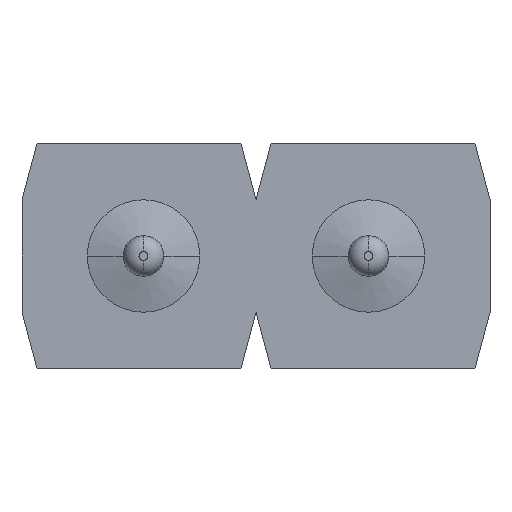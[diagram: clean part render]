
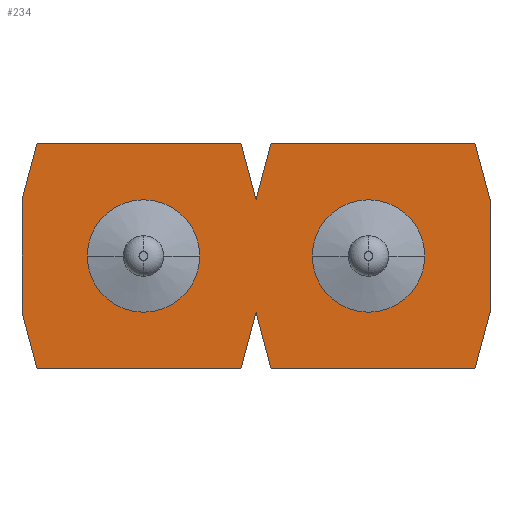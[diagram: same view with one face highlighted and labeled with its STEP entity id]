
A CAD part, front view. The second image highlights one B-rep face of the part: STEP entity #234.
In plain terms, the highlighted planar face has unit normal (0, -1, 0).
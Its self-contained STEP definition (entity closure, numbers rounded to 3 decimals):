
#234=ADVANCED_FACE('',(#474,#475,#476),#477,.F.);
#474=FACE_BOUND('',#709,.T.);
#475=FACE_BOUND('',#710,.T.);
#476=FACE_OUTER_BOUND('',#711,.T.);
#477=PLANE('',#712);
#709=EDGE_LOOP('',(#1303,#1304));
#710=EDGE_LOOP('',(#1305,#1306));
#711=EDGE_LOOP('',(#1307,#1308,#1309,#1310,#1311,#1312,#1313,#1314,#1315,#1316,#1317,#1318,#1319,#1320));
#712=AXIS2_PLACEMENT_3D('',#1321,#1322,#1323);
#1303=ORIENTED_EDGE('',*,*,#1509,.T.);
#1304=ORIENTED_EDGE('',*,*,#1359,.T.);
#1305=ORIENTED_EDGE('',*,*,#1515,.T.);
#1306=ORIENTED_EDGE('',*,*,#1349,.T.);
#1307=ORIENTED_EDGE('',*,*,#1523,.T.);
#1308=ORIENTED_EDGE('',*,*,#1574,.F.);
#1309=ORIENTED_EDGE('',*,*,#1528,.T.);
#1310=ORIENTED_EDGE('',*,*,#1572,.F.);
#1311=ORIENTED_EDGE('',*,*,#1558,.T.);
#1312=ORIENTED_EDGE('',*,*,#1562,.T.);
#1313=ORIENTED_EDGE('',*,*,#1570,.F.);
#1314=ORIENTED_EDGE('',*,*,#1547,.T.);
#1315=ORIENTED_EDGE('',*,*,#1555,.T.);
#1316=ORIENTED_EDGE('',*,*,#1552,.T.);
#1317=ORIENTED_EDGE('',*,*,#1575,.F.);
#1318=ORIENTED_EDGE('',*,*,#1565,.T.);
#1319=ORIENTED_EDGE('',*,*,#1568,.T.);
#1320=ORIENTED_EDGE('',*,*,#1531,.F.);
#1321=CARTESIAN_POINT('',(0.0,0.0,0.0));
#1322=DIRECTION('',(0.0,1.0,0.0));
#1323=DIRECTION('',(0.0,0.0,1.0));
#1349=EDGE_CURVE('',#1589,#1593,#1595,.T.);
#1359=EDGE_CURVE('',#1607,#1611,#1613,.T.);
#1509=EDGE_CURVE('',#1611,#1607,#1827,.T.);
#1515=EDGE_CURVE('',#1593,#1589,#1833,.T.);
#1523=EDGE_CURVE('',#1844,#1842,#1845,.T.);
#1528=EDGE_CURVE('',#1853,#1851,#1854,.T.);
#1531=EDGE_CURVE('',#1844,#1857,#1858,.T.);
#1547=EDGE_CURVE('',#1884,#1885,#1886,.T.);
#1552=EDGE_CURVE('',#1892,#1890,#1893,.T.);
#1555=EDGE_CURVE('',#1885,#1892,#1896,.T.);
#1558=EDGE_CURVE('',#1900,#1898,#1901,.T.);
#1562=EDGE_CURVE('',#1898,#1904,#1906,.T.);
#1565=EDGE_CURVE('',#1910,#1908,#1911,.T.);
#1568=EDGE_CURVE('',#1908,#1857,#1914,.T.);
#1570=EDGE_CURVE('',#1884,#1904,#1916,.T.);
#1572=EDGE_CURVE('',#1900,#1851,#1918,.T.);
#1574=EDGE_CURVE('',#1853,#1842,#1920,.T.);
#1575=EDGE_CURVE('',#1910,#1890,#1921,.T.);
#1589=VERTEX_POINT('',#1937);
#1593=VERTEX_POINT('',#1942);
#1595=CIRCLE('',#1945,0.635);
#1607=VERTEX_POINT('',#1959);
#1611=VERTEX_POINT('',#1964);
#1613=CIRCLE('',#1967,0.635);
#1827=CIRCLE('',#2209,0.635);
#1833=CIRCLE('',#2215,0.635);
#1842=VERTEX_POINT('',#2225);
#1844=VERTEX_POINT('',#2228);
#1845=LINE('',#2229,#2230);
#1851=VERTEX_POINT('',#2238);
#1853=VERTEX_POINT('',#2241);
#1854=LINE('',#2242,#2243);
#1857=VERTEX_POINT('',#2247);
#1858=LINE('',#2248,#2249);
#1884=VERTEX_POINT('',#2288);
#1885=VERTEX_POINT('',#2289);
#1886=LINE('',#2290,#2291);
#1890=VERTEX_POINT('',#2297);
#1892=VERTEX_POINT('',#2300);
#1893=LINE('',#2301,#2302);
#1896=LINE('',#2306,#2307);
#1898=VERTEX_POINT('',#2309);
#1900=VERTEX_POINT('',#2312);
#1901=LINE('',#2313,#2314);
#1904=VERTEX_POINT('',#2318);
#1906=LINE('',#2321,#2322);
#1908=VERTEX_POINT('',#2324);
#1910=VERTEX_POINT('',#2327);
#1911=LINE('',#2328,#2329);
#1914=LINE('',#2333,#2334);
#1916=LINE('',#2336,#2337);
#1918=LINE('',#2339,#2340);
#1920=LINE('',#2342,#2343);
#1921=LINE('',#2344,#2345);
#1937=CARTESIAN_POINT('',(-0.635,0.0,0.));
#1942=CARTESIAN_POINT('',(-1.905,0.0,0.));
#1945=AXIS2_PLACEMENT_3D('',#2361,#2362,#2363);
#1959=CARTESIAN_POINT('',(1.905,0.0,0.));
#1964=CARTESIAN_POINT('',(0.635,0.0,0.));
#1967=AXIS2_PLACEMENT_3D('',#2377,#2378,#2379);
#2209=AXIS2_PLACEMENT_3D('',#2630,#2631,#2632);
#2215=AXIS2_PLACEMENT_3D('',#2639,#2640,#2641);
#2225=CARTESIAN_POINT('',(2.642,0.0,-0.635));
#2228=CARTESIAN_POINT('',(2.471,0.0,-1.27));
#2229=CARTESIAN_POINT('',(2.59,0.0,-0.828));
#2230=VECTOR('',#2650,1.0);
#2238=CARTESIAN_POINT('',(2.471,0.0,1.27));
#2241=CARTESIAN_POINT('',(2.642,0.0,0.635));
#2242=CARTESIAN_POINT('',(2.59,0.0,0.828));
#2243=VECTOR('',#2654,1.0);
#2247=CARTESIAN_POINT('',(0.17,0.0,-1.27));
#2248=CARTESIAN_POINT('',(0.0,0.0,-1.27));
#2249=VECTOR('',#2656,1.0);
#2288=CARTESIAN_POINT('',(-2.471,0.0,1.27));
#2289=CARTESIAN_POINT('',(-2.642,0.0,0.635));
#2290=CARTESIAN_POINT('',(-2.59,0.0,0.828));
#2291=VECTOR('',#2670,1.0);
#2297=CARTESIAN_POINT('',(-2.471,0.0,-1.27));
#2300=CARTESIAN_POINT('',(-2.642,0.0,-0.635));
#2301=CARTESIAN_POINT('',(-2.59,0.0,-0.828));
#2302=VECTOR('',#2674,1.0);
#2306=CARTESIAN_POINT('',(-2.642,0.0,0.0));
#2307=VECTOR('',#2676,1.0);
#2309=CARTESIAN_POINT('',(0.0,0.0,0.635));
#2312=CARTESIAN_POINT('',(0.17,0.0,1.27));
#2313=CARTESIAN_POINT('',(-0.037,0.0,0.498));
#2314=VECTOR('',#2678,1.0);
#2318=CARTESIAN_POINT('',(-0.17,0.0,1.27));
#2321=CARTESIAN_POINT('',(0.037,0.0,0.498));
#2322=VECTOR('',#2681,1.0);
#2324=CARTESIAN_POINT('',(0.,0.0,-0.635));
#2327=CARTESIAN_POINT('',(-0.17,0.0,-1.27));
#2328=CARTESIAN_POINT('',(0.037,0.0,-0.498));
#2329=VECTOR('',#2683,1.0);
#2333=CARTESIAN_POINT('',(-0.037,0.0,-0.498));
#2334=VECTOR('',#2685,1.0);
#2336=CARTESIAN_POINT('',(0.0,0.0,1.27));
#2337=VECTOR('',#2686,1.0);
#2339=CARTESIAN_POINT('',(0.0,0.0,1.27));
#2340=VECTOR('',#2687,1.0);
#2342=CARTESIAN_POINT('',(2.642,0.0,0.0));
#2343=VECTOR('',#2688,1.0);
#2344=CARTESIAN_POINT('',(0.0,0.0,-1.27));
#2345=VECTOR('',#2689,1.0);
#2361=CARTESIAN_POINT('',(-1.27,0.0,0.0));
#2362=DIRECTION('',(-0.0,1.0,0.0));
#2363=DIRECTION('',(1.0,0.0,0.0));
#2377=CARTESIAN_POINT('',(1.27,0.0,0.0));
#2378=DIRECTION('',(-0.0,1.0,0.0));
#2379=DIRECTION('',(1.0,0.0,0.0));
#2630=CARTESIAN_POINT('',(1.27,0.0,0.0));
#2631=DIRECTION('',(-0.0,1.0,0.0));
#2632=DIRECTION('',(1.0,0.0,0.0));
#2639=CARTESIAN_POINT('',(-1.27,0.0,0.0));
#2640=DIRECTION('',(-0.0,1.0,0.0));
#2641=DIRECTION('',(1.0,0.0,0.0));
#2650=DIRECTION('',(0.259,-0.0,0.966));
#2654=DIRECTION('',(-0.259,0.0,0.966));
#2656=DIRECTION('',(-1.0,0.0,0.0));
#2670=DIRECTION('',(-0.259,0.0,-0.966));
#2674=DIRECTION('',(0.259,0.0,-0.966));
#2676=DIRECTION('',(0.0,0.0,-1.0));
#2678=DIRECTION('',(-0.259,0.0,-0.966));
#2681=DIRECTION('',(-0.259,0.0,0.966));
#2683=DIRECTION('',(0.259,-0.0,0.966));
#2685=DIRECTION('',(0.259,0.0,-0.966));
#2686=DIRECTION('',(1.0,0.0,0.0));
#2687=DIRECTION('',(1.0,0.0,0.0));
#2688=DIRECTION('',(0.0,0.0,-1.0));
#2689=DIRECTION('',(-1.0,0.0,0.0));
